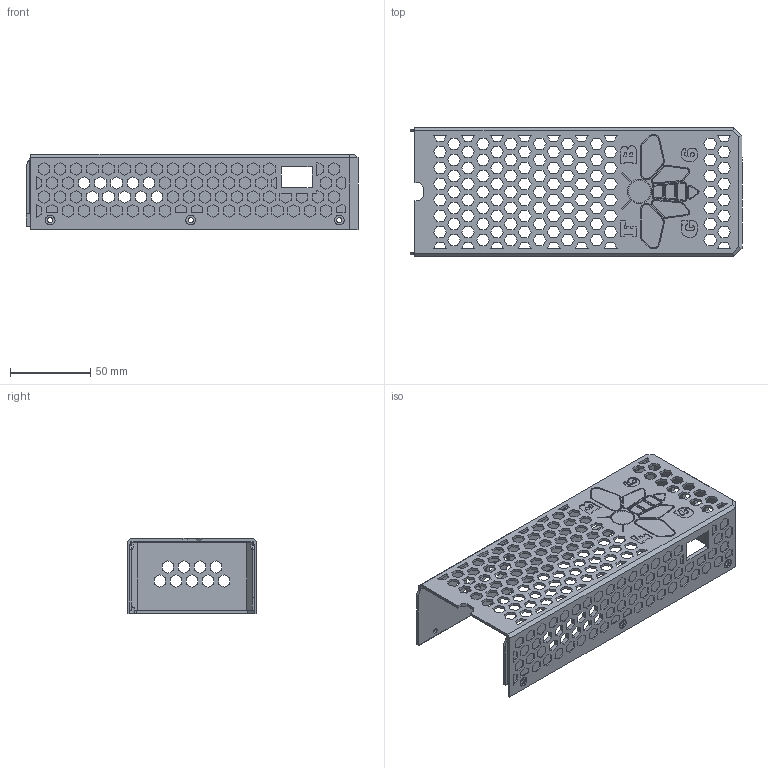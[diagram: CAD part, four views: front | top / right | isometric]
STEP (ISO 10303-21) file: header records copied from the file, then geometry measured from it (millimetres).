
FILE_DESCRIPTION(('STEP AP242'), '1');
FILE_NAME('Case_bottom', '', ('UNSPECIFIED'), ('UNSPECIFIED'), 'C3D Converter', 'C3D Toolkit', '');
FILE_SCHEMA(('AP242_MANAGED_MODEL_BASED_3D_ENGINEERING_MIM_LF { 1 0 10303 442 1 1 4 }'));
Length unit declared in the file: millimetre
Bounding box: 206.25 x 80 x 46.6 mm (x, y, z)
Volume: 62687.8 mm3; surface area: 71942.1 mm2
Topology: 1 solids, 1 shells, 2120 faces, 5822 edges, 3878 vertices
Faces by surface type: plane 1996, cylinder 68, extrusion 53, bspline 2, torus 1
Full cylindrical faces by diameter (mm): 3.2 x6, 6 x6
Entity records: 83980 total; most frequent: CARTESIAN_POINT 12525, ORIENTED_EDGE 11620, DIRECTION 10018, EDGE_CURVE 5810, VECTOR 5612, LINE 5559, VERTEX_POINT 3878, EDGE_LOOP 2606
